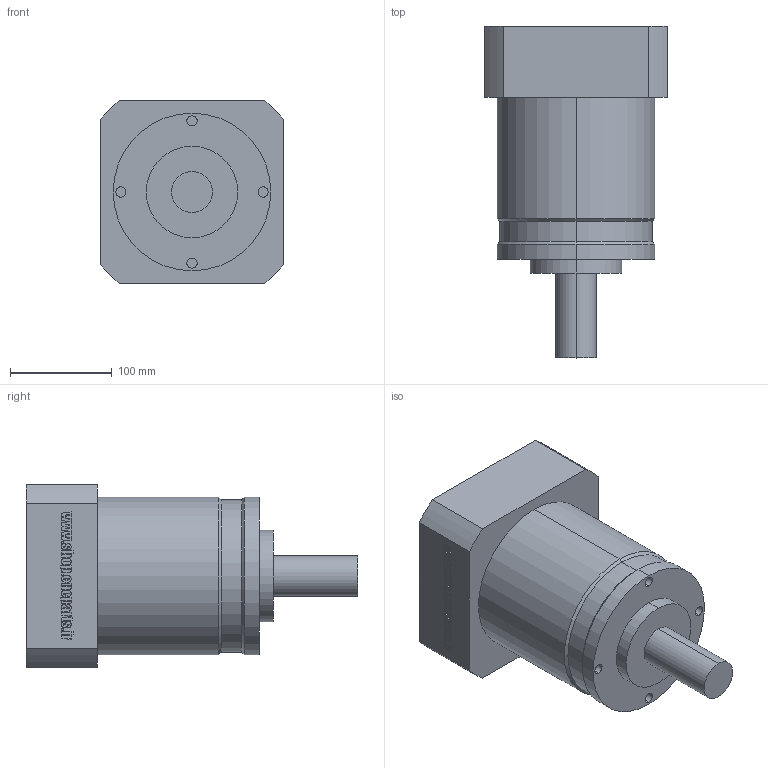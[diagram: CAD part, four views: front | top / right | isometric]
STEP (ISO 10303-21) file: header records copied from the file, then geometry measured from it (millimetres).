
FILE_DESCRIPTION (( 'STEP AP214' ), '1' );
FILE_NAME ('se155-015-42.STEP', '2025-11-24T21:05:49', ( '' ), ( '' ), 'SwSTEP 2.0', 'SolidWorks 2024', '' );
FILE_SCHEMA (( 'AUTOMOTIVE_DESIGN' ));
Length unit declared in the file: millimetre
Products named in the file (1): se155-015-42
Bounding box: 180 x 326.5 x 180 mm (x, y, z)
Volume: 5200411.8 mm3; surface area: 220797.5 mm2
Topology: 1 solids, 1 shells, 326 faces, 856 edges, 568 vertices
Faces by surface type: plane 180, bspline 108, cylinder 34, cone 4
Entity records: 15667 total; most frequent: CARTESIAN_POINT 8267, ORIENTED_EDGE 1712, DIRECTION 1146, EDGE_CURVE 856, VECTOR 572, LINE 572, VERTEX_POINT 568, EDGE_LOOP 362
